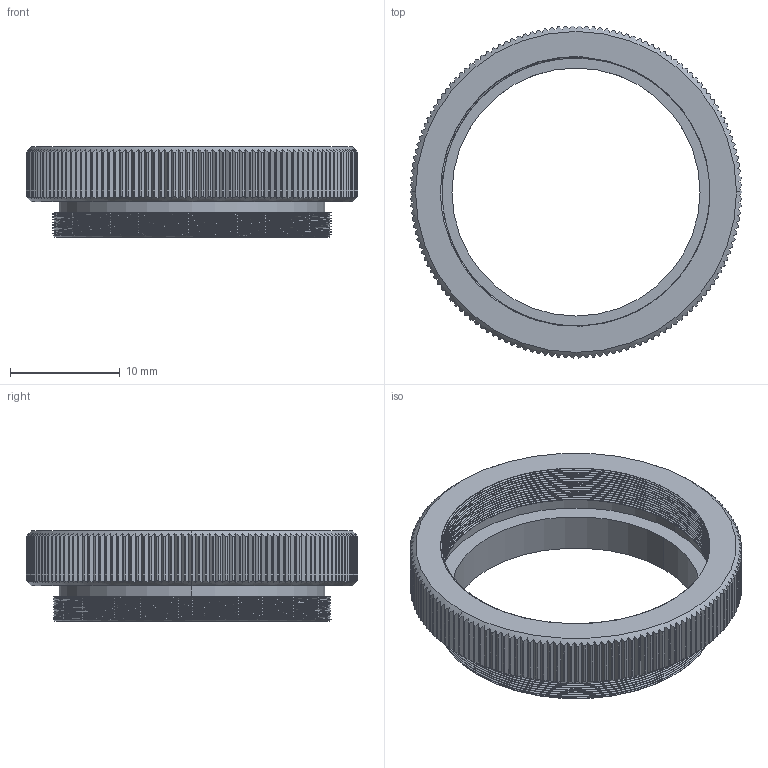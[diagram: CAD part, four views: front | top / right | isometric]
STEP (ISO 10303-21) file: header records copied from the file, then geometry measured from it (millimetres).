
FILE_DESCRIPTION (( 'STEP AP214' ), '1' );
FILE_NAME ('CS to C Mount Adapter.STEP', '2021-08-20T21:20:57', ( '' ), ( '' ), 'SwSTEP 2.0', 'SolidWorks 2017', '' );
FILE_SCHEMA (( 'AUTOMOTIVE_DESIGN' ));
Length unit declared in the file: millimetre
Products named in the file (1): CS to C Mount Adapter
Bounding box: 30.25 x 30.25 x 8.25 mm (x, y, z)
Volume: 1430.4 mm3; surface area: 2466.8 mm2
Topology: 1 solids, 1 shells, 526 faces, 1552 edges, 1032 vertices
Faces by surface type: plane 307, cylinder 204, cone 8, bspline 7
Entity records: 22051 total; most frequent: CARTESIAN_POINT 9183, ORIENTED_EDGE 3104, DIRECTION 2214, EDGE_CURVE 1552, VERTEX_POINT 1032, AXIS2_PLACEMENT_3D 850, B_SPLINE_CURVE_WITH_KNOTS 611, EDGE_LOOP 532
